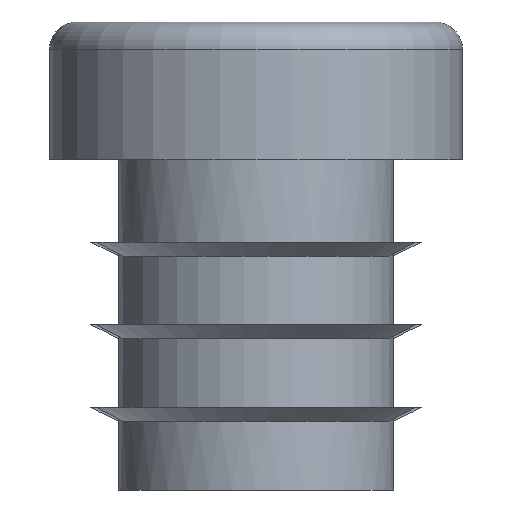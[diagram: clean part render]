
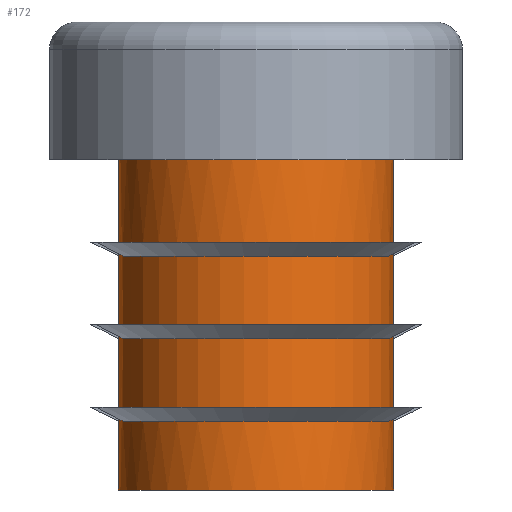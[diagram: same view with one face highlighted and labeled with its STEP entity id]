
A CAD part, left-side view. The second image highlights one B-rep face of the part: STEP entity #172.
In plain terms, the highlighted cylindrical face has radius 5 mm (diameter 10 mm), a partial arc.
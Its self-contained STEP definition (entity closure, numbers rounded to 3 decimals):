
#172 = ADVANCED_FACE( '', ( #372, #373, #374, #375 ), #376, .T. );
#372 = FACE_BOUND( '', #597, .T. );
#373 = FACE_OUTER_BOUND( '', #598, .T. );
#374 = FACE_BOUND( '', #599, .T. );
#375 = FACE_BOUND( '', #600, .T. );
#376 = CYLINDRICAL_SURFACE( '', #601, 5. );
#597 = EDGE_LOOP( '', ( #1025, #1026, #1027, #1028 ) );
#598 = EDGE_LOOP( '', ( #1029, #1030, #1031, #1032 ) );
#599 = EDGE_LOOP( '', ( #1033, #1034, #1035, #1036 ) );
#600 = EDGE_LOOP( '', ( #1037, #1038, #1039, #1040 ) );
#601 = AXIS2_PLACEMENT_3D( '', #1041, #1042, #1043 );
#1025 = ORIENTED_EDGE( '', *, *, #1429, .T. );
#1026 = ORIENTED_EDGE( '', *, *, #1430, .T. );
#1027 = ORIENTED_EDGE( '', *, *, #1266, .F. );
#1028 = ORIENTED_EDGE( '', *, *, #1431, .F. );
#1029 = ORIENTED_EDGE( '', *, *, #1414, .T. );
#1030 = ORIENTED_EDGE( '', *, *, #1304, .F. );
#1031 = ORIENTED_EDGE( '', *, *, #1432, .F. );
#1032 = ORIENTED_EDGE( '', *, *, #1372, .T. );
#1033 = ORIENTED_EDGE( '', *, *, #1433, .T. );
#1034 = ORIENTED_EDGE( '', *, *, #1434, .T. );
#1035 = ORIENTED_EDGE( '', *, *, #1435, .F. );
#1036 = ORIENTED_EDGE( '', *, *, #1287, .F. );
#1037 = ORIENTED_EDGE( '', *, *, #1436, .T. );
#1038 = ORIENTED_EDGE( '', *, *, #1276, .T. );
#1039 = ORIENTED_EDGE( '', *, *, #1420, .F. );
#1040 = ORIENTED_EDGE( '', *, *, #1319, .F. );
#1041 = CARTESIAN_POINT( '', ( -7.5, 0., 12. ) );
#1042 = DIRECTION( '', ( 0., 0., 1. ) );
#1043 = DIRECTION( '', ( -1., 0., 0. ) );
#1266 = EDGE_CURVE( '', #1486, #1488, #1489, .T. );
#1276 = EDGE_CURVE( '', #1499, #1504, #1506, .T. );
#1287 = EDGE_CURVE( '', #1524, #1525, #1526, .T. );
#1304 = EDGE_CURVE( '', #1555, #1550, #1557, .T. );
#1319 = EDGE_CURVE( '', #1584, #1585, #1586, .T. );
#1372 = EDGE_CURVE( '', #1669, #1667, #1670, .T. );
#1414 = EDGE_CURVE( '', #1667, #1550, #1725, .T. );
#1420 = EDGE_CURVE( '', #1585, #1504, #1731, .T. );
#1429 = EDGE_CURVE( '', #1741, #1742, #1743, .T. );
#1430 = EDGE_CURVE( '', #1742, #1488, #1744, .T. );
#1431 = EDGE_CURVE( '', #1741, #1486, #1745, .T. );
#1432 = EDGE_CURVE( '', #1669, #1555, #1746, .T. );
#1433 = EDGE_CURVE( '', #1524, #1747, #1748, .T. );
#1434 = EDGE_CURVE( '', #1747, #1749, #1750, .T. );
#1435 = EDGE_CURVE( '', #1525, #1749, #1751, .T. );
#1436 = EDGE_CURVE( '', #1584, #1499, #1752, .T. );
#1486 = VERTEX_POINT( '', #1806 );
#1488 = VERTEX_POINT( '', #1809 );
#1489 = LINE( '', #1810, #1811 );
#1499 = VERTEX_POINT( '', #1825 );
#1504 = VERTEX_POINT( '', #1831 );
#1506 = CIRCLE( '', #1834, 5. );
#1524 = VERTEX_POINT( '', #1857 );
#1525 = VERTEX_POINT( '', #1858 );
#1526 = CIRCLE( '', #1859, 5. );
#1550 = VERTEX_POINT( '', #1893 );
#1555 = VERTEX_POINT( '', #1900 );
#1557 = LINE( '', #1903, #1904 );
#1584 = VERTEX_POINT( '', #1941 );
#1585 = VERTEX_POINT( '', #1942 );
#1586 = CIRCLE( '', #1943, 5. );
#1667 = VERTEX_POINT( '', #2058 );
#1669 = VERTEX_POINT( '', #2061 );
#1670 = LINE( '', #2062, #2063 );
#1725 = CIRCLE( '', #2139, 5. );
#1731 = LINE( '', #2147, #2148 );
#1741 = VERTEX_POINT( '', #2162 );
#1742 = VERTEX_POINT( '', #2163 );
#1743 = LINE( '', #2164, #2165 );
#1744 = CIRCLE( '', #2166, 5. );
#1745 = CIRCLE( '', #2167, 5. );
#1746 = CIRCLE( '', #2168, 5. );
#1747 = VERTEX_POINT( '', #2169 );
#1748 = LINE( '', #2170, #2171 );
#1749 = VERTEX_POINT( '', #2172 );
#1750 = CIRCLE( '', #2173, 5. );
#1751 = LINE( '', #2174, #2175 );
#1752 = LINE( '', #2176, #2177 );
#1806 = CARTESIAN_POINT( '', ( -8.794, 4.83, 6. ) );
#1809 = CARTESIAN_POINT( '', ( -8.794, 4.83, 5.5 ) );
#1810 = CARTESIAN_POINT( '', ( -8.794, 4.83, 6. ) );
#1811 = VECTOR( '', #2241, 1000. );
#1825 = CARTESIAN_POINT( '', ( -8.794, -4.83, 2.5 ) );
#1831 = CARTESIAN_POINT( '', ( -8.794, 4.83, 2.5 ) );
#1834 = AXIS2_PLACEMENT_3D( '', #2251, #2252, #2253 );
#1857 = CARTESIAN_POINT( '', ( -8.794, -4.83, 9. ) );
#1858 = CARTESIAN_POINT( '', ( -8.794, 4.83, 9. ) );
#1859 = AXIS2_PLACEMENT_3D( '', #2265, #2266, #2267 );
#1893 = CARTESIAN_POINT( '', ( -7.5, -5., 0. ) );
#1900 = CARTESIAN_POINT( '', ( -7.5, -5., 12. ) );
#1903 = CARTESIAN_POINT( '', ( -7.5, -5., 12. ) );
#1904 = VECTOR( '', #2284, 1000. );
#1941 = CARTESIAN_POINT( '', ( -8.794, -4.83, 3. ) );
#1942 = CARTESIAN_POINT( '', ( -8.794, 4.83, 3. ) );
#1943 = AXIS2_PLACEMENT_3D( '', #2301, #2302, #2303 );
#2058 = CARTESIAN_POINT( '', ( -7.5, 5., 0. ) );
#2061 = CARTESIAN_POINT( '', ( -7.5, 5., 12. ) );
#2062 = CARTESIAN_POINT( '', ( -7.5, 5., 12. ) );
#2063 = VECTOR( '', #2357, 1000. );
#2139 = AXIS2_PLACEMENT_3D( '', #2397, #2398, #2399 );
#2147 = CARTESIAN_POINT( '', ( -8.794, 4.83, 3. ) );
#2148 = VECTOR( '', #2405, 1000. );
#2162 = CARTESIAN_POINT( '', ( -8.794, -4.83, 6. ) );
#2163 = CARTESIAN_POINT( '', ( -8.794, -4.83, 5.5 ) );
#2164 = CARTESIAN_POINT( '', ( -8.794, -4.83, 6. ) );
#2165 = VECTOR( '', #2410, 1000. );
#2166 = AXIS2_PLACEMENT_3D( '', #2411, #2412, #2413 );
#2167 = AXIS2_PLACEMENT_3D( '', #2414, #2415, #2416 );
#2168 = AXIS2_PLACEMENT_3D( '', #2417, #2418, #2419 );
#2169 = CARTESIAN_POINT( '', ( -8.794, -4.83, 8.5 ) );
#2170 = CARTESIAN_POINT( '', ( -8.794, -4.83, 9. ) );
#2171 = VECTOR( '', #2420, 1000. );
#2172 = CARTESIAN_POINT( '', ( -8.794, 4.83, 8.5 ) );
#2173 = AXIS2_PLACEMENT_3D( '', #2421, #2422, #2423 );
#2174 = CARTESIAN_POINT( '', ( -8.794, 4.83, 9. ) );
#2175 = VECTOR( '', #2424, 1000. );
#2176 = CARTESIAN_POINT( '', ( -8.794, -4.83, 3. ) );
#2177 = VECTOR( '', #2425, 1000. );
#2241 = DIRECTION( '', ( 0., 0., -1. ) );
#2251 = CARTESIAN_POINT( '', ( -7.5, 0., 2.5 ) );
#2252 = DIRECTION( '', ( 0., 0., -1. ) );
#2253 = DIRECTION( '', ( -1., 0., 0. ) );
#2265 = CARTESIAN_POINT( '', ( -7.5, 0., 9. ) );
#2266 = DIRECTION( '', ( 0., 0., -1. ) );
#2267 = DIRECTION( '', ( -1., 0., 0. ) );
#2284 = DIRECTION( '', ( 0., 0., -1. ) );
#2301 = CARTESIAN_POINT( '', ( -7.5, 0., 3. ) );
#2302 = DIRECTION( '', ( 0., 0., -1. ) );
#2303 = DIRECTION( '', ( -1., 0., 0. ) );
#2357 = DIRECTION( '', ( 0., 0., -1. ) );
#2397 = CARTESIAN_POINT( '', ( -7.5, 0., 0. ) );
#2398 = DIRECTION( '', ( 0., 0., 1. ) );
#2399 = DIRECTION( '', ( 1., 0., 0. ) );
#2405 = DIRECTION( '', ( 0., 0., -1. ) );
#2410 = DIRECTION( '', ( 0., 0., -1. ) );
#2411 = CARTESIAN_POINT( '', ( -7.5, 0., 5.5 ) );
#2412 = DIRECTION( '', ( 0., 0., -1. ) );
#2413 = DIRECTION( '', ( -1., 0., 0. ) );
#2414 = CARTESIAN_POINT( '', ( -7.5, 0., 6. ) );
#2415 = DIRECTION( '', ( 0., 0., -1. ) );
#2416 = DIRECTION( '', ( -1., 0., 0. ) );
#2417 = CARTESIAN_POINT( '', ( -7.5, 0., 12. ) );
#2418 = DIRECTION( '', ( 0., 0., 1. ) );
#2419 = DIRECTION( '', ( 1., 0., 0. ) );
#2420 = DIRECTION( '', ( 0., 0., -1. ) );
#2421 = CARTESIAN_POINT( '', ( -7.5, 0., 8.5 ) );
#2422 = DIRECTION( '', ( 0., 0., -1. ) );
#2423 = DIRECTION( '', ( -1., 0., 0. ) );
#2424 = DIRECTION( '', ( 0., 0., -1. ) );
#2425 = DIRECTION( '', ( 0., 0., -1. ) );
